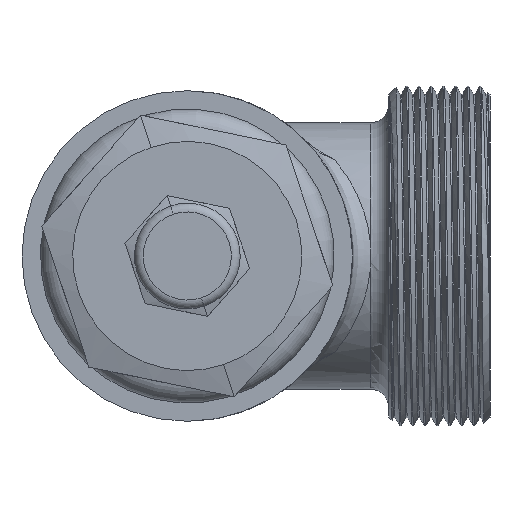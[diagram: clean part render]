
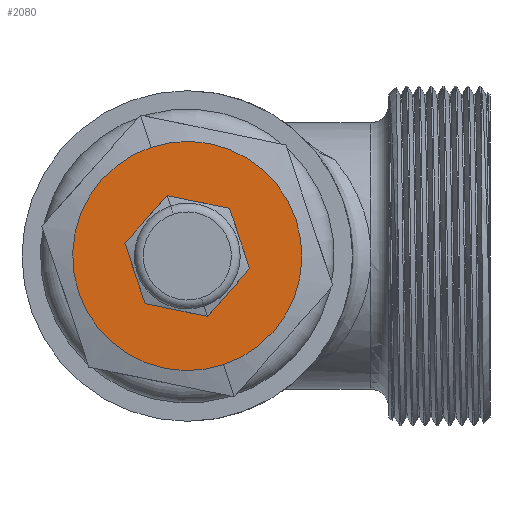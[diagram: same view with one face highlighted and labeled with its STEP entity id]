
A CAD part, left-side view. The second image highlights one B-rep face of the part: STEP entity #2080.
In plain terms, the highlighted planar face has unit normal (-1, 0, 0).
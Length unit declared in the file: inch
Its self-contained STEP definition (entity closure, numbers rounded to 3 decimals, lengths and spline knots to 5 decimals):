
#32 = PLANE ( 'NONE',  #6950 ) ;
#93 = CARTESIAN_POINT ( 'NONE',  ( -5.705, -0.11374, -0.34156 ) ) ;
#359 = DIRECTION ( 'NONE',  ( 1., 0., 0. ) ) ;
#489 = FACE_BOUND ( 'NONE', #4469, .T. ) ;
#567 = CARTESIAN_POINT ( 'NONE',  ( -5.705, 0., 0. ) ) ;
#659 = VERTEX_POINT ( 'NONE', #14629 ) ;
#1208 = DIRECTION ( 'NONE',  ( -1., 0., 0. ) ) ;
#1564 = AXIS2_PLACEMENT_3D ( 'NONE', #8178, #1208, #9396 ) ;
#1570 = FACE_OUTER_BOUND ( 'NONE', #4884, .T. ) ;
#1734 = DIRECTION ( 'NONE',  ( 0., 0.316, 0.949 ) ) ;
#1893 = EDGE_CURVE ( 'Defeatured_0_70+Defeatured_0_68+Defeatured_0_68+Defeatured_0_68', #6388, #659, #12932, .T. ) ;
#2080 = ADVANCED_FACE ( 'Defeatured_0_68', ( #489, #1570 ), #32, .T. ) ;
#2510 = CARTESIAN_POINT ( 'NONE',  ( -5.705, 0., 0. ) ) ;
#3679 = DIRECTION ( 'NONE',  ( 0., -0.316, -0.949 ) ) ;
#3934 = DIRECTION ( 'NONE',  ( 0., 0.316, 0.949 ) ) ;
#4320 = VERTEX_POINT ( 'NONE', #93 ) ;
#4469 = EDGE_LOOP ( 'NONE', ( #8811, #10745 ) ) ;
#4884 = EDGE_LOOP ( 'NONE', ( #5239, #9416 ) ) ;
#5153 = CARTESIAN_POINT ( 'NONE',  ( -5.705, 0., 0. ) ) ;
#5239 = ORIENTED_EDGE ( 'NONE', *, *, #14316, .F. ) ;
#6132 = DIRECTION ( 'NONE',  ( 0., -0.316, -0.949 ) ) ;
#6388 = VERTEX_POINT ( 'NONE', #7723 ) ;
#6950 = AXIS2_PLACEMENT_3D ( 'NONE', #5153, #13312, #3934 ) ;
#7202 = AXIS2_PLACEMENT_3D ( 'NONE', #567, #8735, #1734 ) ;
#7723 = CARTESIAN_POINT ( 'NONE',  ( -5.705, 0.24643, 0.74005 ) ) ;
#8063 = AXIS2_PLACEMENT_3D ( 'NONE', #14359, #359, #6132 ) ;
#8178 = CARTESIAN_POINT ( 'NONE',  ( -5.705, 0., 0. ) ) ;
#8735 = DIRECTION ( 'NONE',  ( -1., 0., 0. ) ) ;
#8811 = ORIENTED_EDGE ( 'NONE', *, *, #12658, .F. ) ;
#9025 = AXIS2_PLACEMENT_3D ( 'NONE', #2510, #10716, #3679 ) ;
#9396 = DIRECTION ( 'NONE',  ( 0., 0.316, 0.949 ) ) ;
#9416 = ORIENTED_EDGE ( 'NONE', *, *, #1893, .F. ) ;
#10077 = CIRCLE ( 'NONE', #7202, 0.36 ) ;
#10285 = CIRCLE ( 'NONE', #1564, 0.36 ) ;
#10716 = DIRECTION ( 'NONE',  ( 1., 0., 0. ) ) ;
#10729 = VERTEX_POINT ( 'NONE', #12216 ) ;
#10745 = ORIENTED_EDGE ( 'NONE', *, *, #13244, .F. ) ;
#11168 = CIRCLE ( 'NONE', #9025, 0.78 ) ;
#12216 = CARTESIAN_POINT ( 'NONE',  ( -5.705, 0.11374, 0.34156 ) ) ;
#12658 = EDGE_CURVE ( 'Defeatured_0_0+Defeatured_0_68+Defeatured_0_68+Defeatured_0_68', #10729, #4320, #10285, .T. ) ;
#12932 = CIRCLE ( 'NONE', #8063, 0.78 ) ;
#13244 = EDGE_CURVE ( 'Defeatured_0_0+Defeatured_0_68+Defeatured_0_68+Defeatured_0_68', #4320, #10729, #10077, .T. ) ;
#13312 = DIRECTION ( 'NONE',  ( -1., 0., 0. ) ) ;
#14316 = EDGE_CURVE ( 'Defeatured_0_70+Defeatured_0_68+Defeatured_0_68+Defeatured_0_68', #659, #6388, #11168, .T. ) ;
#14359 = CARTESIAN_POINT ( 'NONE',  ( -5.705, 0., 0. ) ) ;
#14629 = CARTESIAN_POINT ( 'NONE',  ( -5.705, -0.24643, -0.74005 ) ) ;
